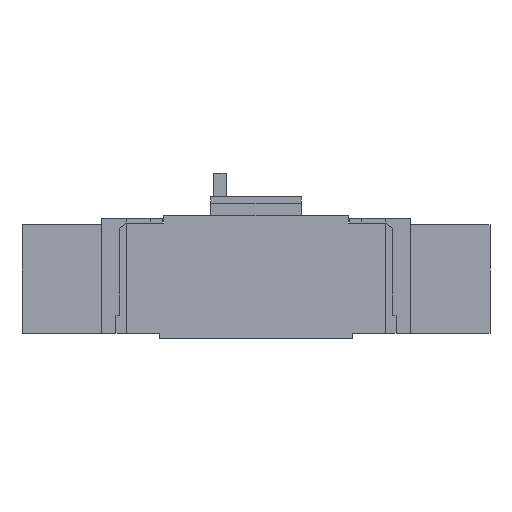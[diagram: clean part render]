
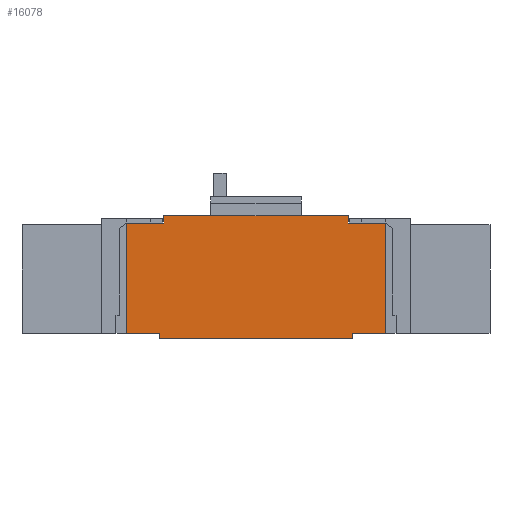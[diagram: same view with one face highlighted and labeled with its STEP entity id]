
A CAD part, left-side view. The second image highlights one B-rep face of the part: STEP entity #16078.
In plain terms, the highlighted planar face has unit normal (-1, 0, 0).
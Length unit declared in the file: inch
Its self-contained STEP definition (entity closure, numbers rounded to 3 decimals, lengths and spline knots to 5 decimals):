
#208 = VECTOR ( 'NONE', #3977, 39.37008 ) ;
#512 = DIRECTION ( 'NONE',  ( 0., 0., -1. ) ) ;
#783 = LINE ( 'NONE', #19677, #1578 ) ;
#1558 = CARTESIAN_POINT ( 'NONE',  ( -1.77165, -0.15748, 0.11811 ) ) ;
#1578 = VECTOR ( 'NONE', #2155, 39.37008 ) ;
#2031 = VERTEX_POINT ( 'NONE', #3623 ) ;
#2155 = DIRECTION ( 'NONE',  ( 0., 0., 1. ) ) ;
#2207 = VERTEX_POINT ( 'NONE', #18033 ) ;
#2430 = DIRECTION ( 'NONE',  ( 0., 0., -1. ) ) ;
#2821 = VERTEX_POINT ( 'NONE', #18314 ) ;
#3227 = EDGE_CURVE ( 'NONE', #12219, #9253, #783, .T. ) ;
#3292 = ORIENTED_EDGE ( 'NONE', *, *, #8841, .F. ) ;
#3458 = LINE ( 'NONE', #21219, #21957 ) ;
#3497 = LINE ( 'NONE', #12409, #9995 ) ;
#3623 = CARTESIAN_POINT ( 'NONE',  ( -1.77165, -0.15748, 2.51969 ) ) ;
#3701 = EDGE_CURVE ( 'NONE', #2821, #2207, #7490, .T. ) ;
#3809 = VERTEX_POINT ( 'NONE', #17580 ) ;
#3977 = DIRECTION ( 'NONE',  ( 0., -1., 0. ) ) ;
#4315 = AXIS2_PLACEMENT_3D ( 'NONE', #10777, #21134, #512 ) ;
#4386 = VERTEX_POINT ( 'NONE', #14915 ) ;
#4651 = VERTEX_POINT ( 'NONE', #8442 ) ;
#4798 = LINE ( 'NONE', #21076, #208 ) ;
#5008 = CARTESIAN_POINT ( 'NONE',  ( -1.77165, 5.47244, 0.11811 ) ) ;
#5493 = VECTOR ( 'NONE', #13020, 39.37008 ) ;
#5783 = DIRECTION ( 'NONE',  ( 0., 1., 0. ) ) ;
#5923 = ORIENTED_EDGE ( 'NONE', *, *, #15644, .F. ) ;
#5991 = VECTOR ( 'NONE', #2430, 39.37008 ) ;
#6286 = DIRECTION ( 'NONE',  ( 0., -1., 0. ) ) ;
#7490 = LINE ( 'NONE', #19253, #8566 ) ;
#7695 = DIRECTION ( 'NONE',  ( 0., 1., 0. ) ) ;
#7831 = EDGE_CURVE ( 'NONE', #4386, #20079, #8456, .T. ) ;
#8252 = CARTESIAN_POINT ( 'NONE',  ( -1.77165, 0., 2.51969 ) ) ;
#8442 = CARTESIAN_POINT ( 'NONE',  ( -1.77165, 0.64961, 2.51969 ) ) ;
#8456 = LINE ( 'NONE', #21691, #5493 ) ;
#8566 = VECTOR ( 'NONE', #17424, 39.37008 ) ;
#8600 = VECTOR ( 'NONE', #6286, 39.37008 ) ;
#8841 = EDGE_CURVE ( 'NONE', #10108, #4386, #3497, .T. ) ;
#8842 = VECTOR ( 'NONE', #14686, 39.37008 ) ;
#8970 = EDGE_CURVE ( 'NONE', #4651, #2031, #18141, .T. ) ;
#9116 = DIRECTION ( 'NONE',  ( 0., 1., 0. ) ) ;
#9253 = VERTEX_POINT ( 'NONE', #12170 ) ;
#9465 = CARTESIAN_POINT ( 'NONE',  ( -1.77165, 0.64961, 0. ) ) ;
#9724 = DIRECTION ( 'NONE',  ( 0., 0., 1. ) ) ;
#9916 = EDGE_CURVE ( 'NONE', #19061, #2821, #21102, .T. ) ;
#9961 = CARTESIAN_POINT ( 'NONE',  ( -1.77165, 4.66535, 2.51969 ) ) ;
#9995 = VECTOR ( 'NONE', #9116, 39.37008 ) ;
#10108 = VERTEX_POINT ( 'NONE', #1558 ) ;
#10662 = LINE ( 'NONE', #16367, #20174 ) ;
#10777 = CARTESIAN_POINT ( 'NONE',  ( -1.77165, 0., 0. ) ) ;
#11428 = ORIENTED_EDGE ( 'NONE', *, *, #17338, .F. ) ;
#11542 = LINE ( 'NONE', #9465, #8842 ) ;
#11745 = CARTESIAN_POINT ( 'NONE',  ( -1.77165, 5.47244, 0. ) ) ;
#11814 = EDGE_CURVE ( 'NONE', #9253, #17620, #3458, .T. ) ;
#12009 = LINE ( 'NONE', #11745, #16133 ) ;
#12170 = CARTESIAN_POINT ( 'NONE',  ( -1.77165, 4.76378, 0.11811 ) ) ;
#12219 = VERTEX_POINT ( 'NONE', #12603 ) ;
#12409 = CARTESIAN_POINT ( 'NONE',  ( -1.77165, 0., 0.11811 ) ) ;
#12603 = CARTESIAN_POINT ( 'NONE',  ( -1.77165, 4.76378, 0. ) ) ;
#12668 = ORIENTED_EDGE ( 'NONE', *, *, #18357, .F. ) ;
#12778 = ORIENTED_EDGE ( 'NONE', *, *, #3701, .F. ) ;
#12996 = ORIENTED_EDGE ( 'NONE', *, *, #9916, .F. ) ;
#13020 = DIRECTION ( 'NONE',  ( 0., 0., -1. ) ) ;
#13056 = ORIENTED_EDGE ( 'NONE', *, *, #3227, .F. ) ;
#13394 = CARTESIAN_POINT ( 'NONE',  ( -1.77165, 0.55118, 0. ) ) ;
#14286 = EDGE_CURVE ( 'NONE', #2207, #4651, #11542, .T. ) ;
#14686 = DIRECTION ( 'NONE',  ( 0., 0., -1. ) ) ;
#14891 = EDGE_CURVE ( 'NONE', #17620, #3809, #12009, .T. ) ;
#14915 = CARTESIAN_POINT ( 'NONE',  ( -1.77165, 0.55118, 0.11811 ) ) ;
#15644 = EDGE_CURVE ( 'NONE', #3809, #19061, #4798, .T. ) ;
#16078 = ADVANCED_FACE ( 'NONE', ( #19153 ), #18988, .F. ) ;
#16133 = VECTOR ( 'NONE', #22072, 39.37008 ) ;
#16276 = CARTESIAN_POINT ( 'NONE',  ( -1.77165, -0.15748, 0. ) ) ;
#16367 = CARTESIAN_POINT ( 'NONE',  ( -1.77165, 0.55118, 0. ) ) ;
#16546 = CARTESIAN_POINT ( 'NONE',  ( -1.77165, 4.66535, 0. ) ) ;
#17338 = EDGE_CURVE ( 'NONE', #2031, #10108, #19874, .T. ) ;
#17424 = DIRECTION ( 'NONE',  ( 0., -1., 0. ) ) ;
#17580 = CARTESIAN_POINT ( 'NONE',  ( -1.77165, 5.47244, 2.51969 ) ) ;
#17620 = VERTEX_POINT ( 'NONE', #5008 ) ;
#18033 = CARTESIAN_POINT ( 'NONE',  ( -1.77165, 0.64961, 2.67717 ) ) ;
#18141 = LINE ( 'NONE', #8252, #8600 ) ;
#18314 = CARTESIAN_POINT ( 'NONE',  ( -1.77165, 4.66535, 2.67717 ) ) ;
#18357 = EDGE_CURVE ( 'NONE', #20079, #12219, #10662, .T. ) ;
#18436 = ORIENTED_EDGE ( 'NONE', *, *, #14891, .F. ) ;
#18981 = ORIENTED_EDGE ( 'NONE', *, *, #14286, .F. ) ;
#18988 = PLANE ( 'NONE',  #4315 ) ;
#19061 = VERTEX_POINT ( 'NONE', #9961 ) ;
#19153 = FACE_OUTER_BOUND ( 'NONE', #21743, .T. ) ;
#19253 = CARTESIAN_POINT ( 'NONE',  ( -1.77165, 0., 2.67717 ) ) ;
#19677 = CARTESIAN_POINT ( 'NONE',  ( -1.77165, 4.76378, 0. ) ) ;
#19874 = LINE ( 'NONE', #16276, #5991 ) ;
#20079 = VERTEX_POINT ( 'NONE', #13394 ) ;
#20174 = VECTOR ( 'NONE', #7695, 39.37008 ) ;
#20358 = ORIENTED_EDGE ( 'NONE', *, *, #8970, .F. ) ;
#21076 = CARTESIAN_POINT ( 'NONE',  ( -1.77165, 0., 2.51969 ) ) ;
#21102 = LINE ( 'NONE', #16546, #22208 ) ;
#21134 = DIRECTION ( 'NONE',  ( 1., 0., 0. ) ) ;
#21178 = ORIENTED_EDGE ( 'NONE', *, *, #11814, .F. ) ;
#21219 = CARTESIAN_POINT ( 'NONE',  ( -1.77165, 0., 0.11811 ) ) ;
#21307 = ORIENTED_EDGE ( 'NONE', *, *, #7831, .F. ) ;
#21691 = CARTESIAN_POINT ( 'NONE',  ( -1.77165, 0.55118, 0.11811 ) ) ;
#21743 = EDGE_LOOP ( 'NONE', ( #21178, #13056, #12668, #21307, #3292, #11428, #20358, #18981, #12778, #12996, #5923, #18436 ) ) ;
#21957 = VECTOR ( 'NONE', #5783, 39.37008 ) ;
#22072 = DIRECTION ( 'NONE',  ( 0., 0., 1. ) ) ;
#22208 = VECTOR ( 'NONE', #9724, 39.37008 ) ;
